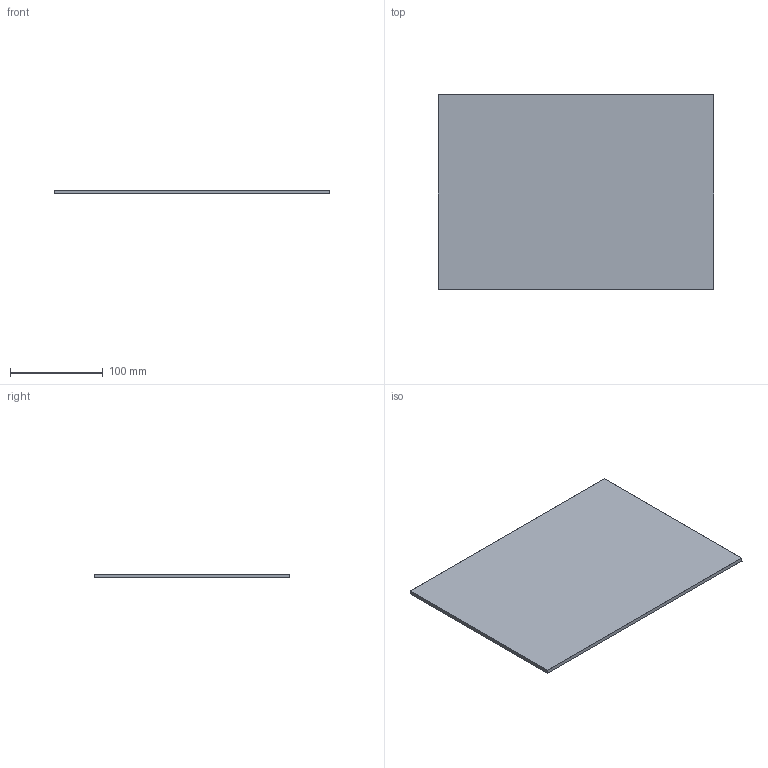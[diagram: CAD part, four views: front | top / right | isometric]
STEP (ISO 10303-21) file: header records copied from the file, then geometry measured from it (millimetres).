
FILE_DESCRIPTION(/* description */ ('Unknown'),/* implementation_level */ '2;1');
FILE_NAME(/* name */ '345040',/* time_stamp */ '2025-03-13T14:13:15+08:00',/* author */ ('Unknown'),/* organization */ ('Unknown'),/* preprocessor_version */ 'ST-DEVELOPER v19.4',/* originating_system */ 'Solid Edge',/* authorisation */ 'Unknown');
FILE_SCHEMA (('AUTOMOTIVE_DESIGN {1 0 10303 214 3 1 1}'));
Length unit declared in the file: millimetre
Products named in the file (4): 345040; PET film; Adhesive tape; WE-FAS
Assembly tree (3 placements, depth 2):
  345040
    PET film
    Adhesive tape
    WE-FAS
Bounding box: 297 x 210 x 4.11 mm (x, y, z)
Volume: 256028.9 mm3; surface area: 378382.5 mm2
Topology: 3 solids, 3 shells, 18 faces, 36 edges, 24 vertices
Faces by surface type: plane 18
Entity records: 565 total; most frequent: CARTESIAN_POINT 82, DIRECTION 80, ORIENTED_EDGE 72, EDGE_CURVE 36, LINE 36, VECTOR 36, VERTEX_POINT 24, AXIS2_PLACEMENT_3D 22
